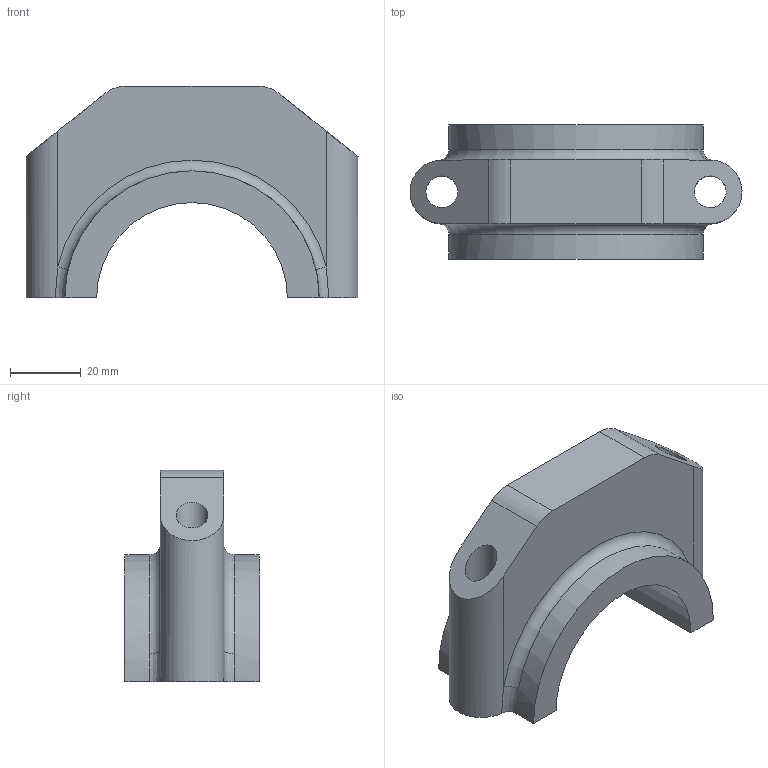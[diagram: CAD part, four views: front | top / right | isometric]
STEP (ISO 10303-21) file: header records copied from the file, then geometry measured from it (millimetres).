
FILE_DESCRIPTION (( 'STEP AP214' ), '1' );
FILE_NAME ('Part5. Connecting rod cap.STEP', '2025-02-20T13:27:07', ( '' ), ( '' ), 'SwSTEP 2.0', 'SolidWorks 2025', '' );
FILE_SCHEMA (( 'AUTOMOTIVE_DESIGN' ));
Length unit declared in the file: millimetre
Products named in the file (1): Part5. Connecting rod cap
Bounding box: 93.99 x 38 x 60 mm (x, y, z)
Volume: 81225.4 mm3; surface area: 19266.5 mm2
Topology: 1 solids, 1 shells, 24 faces, 64 edges, 42 vertices
Faces by surface type: cylinder 9, plane 9, bspline 4, torus 2
Full cylindrical faces by diameter (mm): 9 x2
Entity records: 841 total; most frequent: CARTESIAN_POINT 251, ORIENTED_EDGE 120, DIRECTION 114, EDGE_CURVE 60, AXIS2_PLACEMENT_3D 45, VERTEX_POINT 40, EDGE_LOOP 30, FACE_OUTER_BOUND 26
